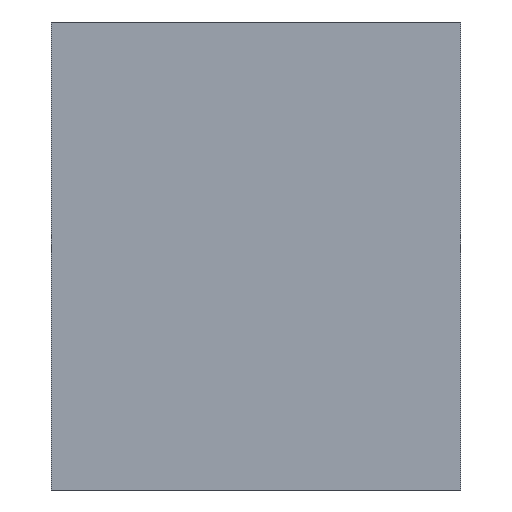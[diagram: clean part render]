
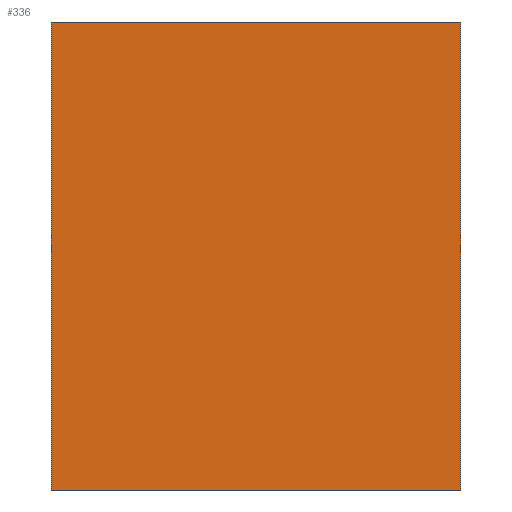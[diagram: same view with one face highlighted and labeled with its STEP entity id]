
A CAD part, front view. The second image highlights one B-rep face of the part: STEP entity #336.
In plain terms, the highlighted planar face has unit normal (0, -1, 0).
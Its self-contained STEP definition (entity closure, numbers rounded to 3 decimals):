
#201=CARTESIAN_POINT('Vertex',(350.,0.,0.)) ;
#204=CARTESIAN_POINT('Line Origine',(175.,0.,0.)) ;
#208=CARTESIAN_POINT('Vertex',(0.,0.,0.)) ;
#275=CARTESIAN_POINT('Line Origine',(0.,0.,200.)) ;
#279=CARTESIAN_POINT('Vertex',(0.,0.,400.)) ;
#301=CARTESIAN_POINT('Line Origine',(175.,0.,400.)) ;
#305=CARTESIAN_POINT('Vertex',(350.,0.,400.)) ;
#320=CARTESIAN_POINT('Axis2P3D Location',(0.,0.,0.)) ;
#325=CARTESIAN_POINT('Line Origine',(350.,0.,200.)) ;
#205=DIRECTION('Vector Direction',(1.,0.,0.)) ;
#276=DIRECTION('Vector Direction',(0.,0.,1.)) ;
#302=DIRECTION('Vector Direction',(1.,0.,0.)) ;
#321=DIRECTION('Axis2P3D Direction',(0.,-1.,0.)) ;
#322=DIRECTION('Axis2P3D XDirection',(1.,0.,0.)) ;
#326=DIRECTION('Vector Direction',(0.,0.,1.)) ;
#323=AXIS2_PLACEMENT_3D('Plane Axis2P3D',#320,#321,#322) ;
#331=ORIENTED_EDGE('',*,*,#281,.F.) ;
#332=ORIENTED_EDGE('',*,*,#210,.T.) ;
#333=ORIENTED_EDGE('',*,*,#329,.T.) ;
#334=ORIENTED_EDGE('',*,*,#307,.F.) ;
#206=VECTOR('Line Direction',#205,1.) ;
#277=VECTOR('Line Direction',#276,1.) ;
#303=VECTOR('Line Direction',#302,1.) ;
#327=VECTOR('Line Direction',#326,1.) ;
#336=ADVANCED_FACE('Corps principal',(#335),#324,.T.) ;
#210=EDGE_CURVE('',#209,#202,#207,.T.) ;
#281=EDGE_CURVE('',#209,#280,#278,.T.) ;
#307=EDGE_CURVE('',#280,#306,#304,.T.) ;
#329=EDGE_CURVE('',#202,#306,#328,.T.) ;
#330=EDGE_LOOP('',(#331,#332,#333,#334)) ;
#335=FACE_OUTER_BOUND('',#330,.T.) ;
#207=LINE('Line',#204,#206) ;
#278=LINE('Line',#275,#277) ;
#304=LINE('Line',#301,#303) ;
#328=LINE('Line',#325,#327) ;
#324=PLANE('',#323) ;
#202=VERTEX_POINT('',#201) ;
#209=VERTEX_POINT('',#208) ;
#280=VERTEX_POINT('',#279) ;
#306=VERTEX_POINT('',#305) ;
